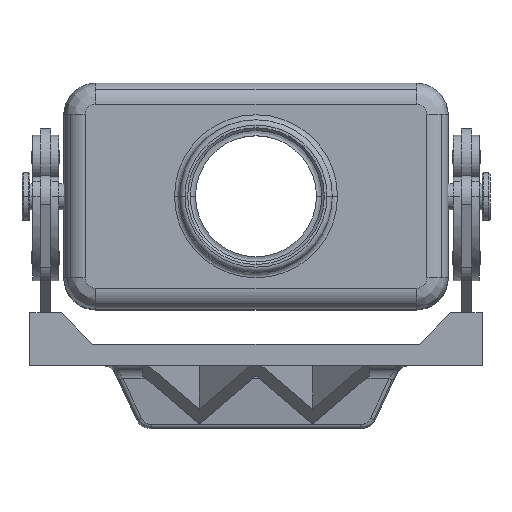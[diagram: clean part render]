
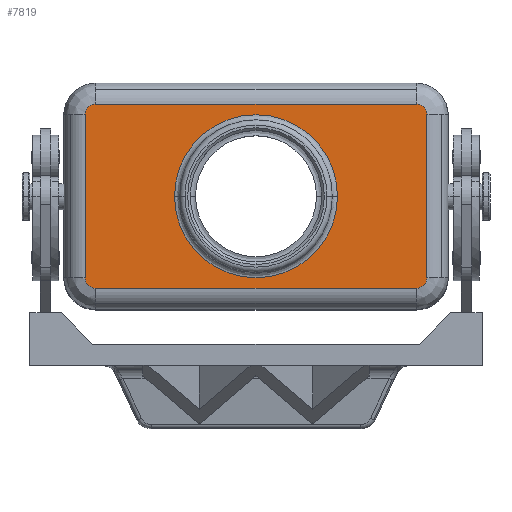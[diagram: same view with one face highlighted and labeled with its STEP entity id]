
A CAD part, top view. The second image highlights one B-rep face of the part: STEP entity #7819.
In plain terms, the highlighted planar face has unit normal (0, 0, 1).
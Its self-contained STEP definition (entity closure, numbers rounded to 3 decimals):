
#875=CARTESIAN_POINT('',(32.5,15.5,52.0));
#876=VERTEX_POINT('',#875);
#884=CARTESIAN_POINT('',(32.5,-15.5,52.0));
#885=VERTEX_POINT('',#884);
#886=CARTESIAN_POINT('',(32.5,15.5,52.0));
#887=DIRECTION('',(0.0,-1.0,0.0));
#888=VECTOR('',#887,31.);
#889=LINE('',#886,#888);
#890=EDGE_CURVE('',#876,#885,#889,.T.);
#3893=CARTESIAN_POINT('',(-30.5,17.5,52.0));
#3894=VERTEX_POINT('',#3893);
#3902=CARTESIAN_POINT('',(30.5,17.5,52.0));
#3903=VERTEX_POINT('',#3902);
#3904=CARTESIAN_POINT('',(-30.5,17.5,52.0));
#3905=DIRECTION('',(1.0,0.0,0.0));
#3906=VECTOR('',#3905,61.);
#3907=LINE('',#3904,#3906);
#3908=EDGE_CURVE('',#3894,#3903,#3907,.T.);
#3935=CARTESIAN_POINT('',(30.5,-17.5,52.0));
#3936=VERTEX_POINT('',#3935);
#3944=CARTESIAN_POINT('',(-30.5,-17.5,52.0));
#3945=VERTEX_POINT('',#3944);
#3946=CARTESIAN_POINT('',(30.5,-17.5,52.0));
#3947=DIRECTION('',(-1.0,0.0,0.0));
#3948=VECTOR('',#3947,61.);
#3949=LINE('',#3946,#3948);
#3950=EDGE_CURVE('',#3936,#3945,#3949,.T.);
#3977=CARTESIAN_POINT('',(-32.5,-15.5,52.0));
#3978=VERTEX_POINT('',#3977);
#3986=CARTESIAN_POINT('',(-32.5,15.5,52.0));
#3987=VERTEX_POINT('',#3986);
#3988=CARTESIAN_POINT('',(-32.5,-15.5,52.0));
#3989=DIRECTION('',(0.0,1.0,0.0));
#3990=VECTOR('',#3989,31.0);
#3991=LINE('',#3988,#3990);
#3992=EDGE_CURVE('',#3978,#3987,#3991,.T.);
#7485=CARTESIAN_POINT('',(15.5,0.,52.0));
#7486=VERTEX_POINT('',#7485);
#7512=CARTESIAN_POINT('',(-15.5,0.,52.0));
#7513=VERTEX_POINT('',#7512);
#7521=CARTESIAN_POINT('',(0.,-15.5,52.0));
#7522=VERTEX_POINT('',#7521);
#7523=CARTESIAN_POINT('',(0.,0.,52.0));
#7524=DIRECTION('',(0.0,0.0,1.0));
#7525=DIRECTION('',(0.0,1.0,0.0));
#7526=AXIS2_PLACEMENT_3D('',#7523,#7524,#7525);
#7527=CIRCLE('',#7526,15.5);
#7528=EDGE_CURVE('',#7513,#7522,#7527,.T.);
#7530=CARTESIAN_POINT('',(0.,0.,52.0));
#7531=DIRECTION('',(0.0,0.0,1.0));
#7532=DIRECTION('',(0.0,1.0,0.0));
#7533=AXIS2_PLACEMENT_3D('',#7530,#7531,#7532);
#7534=CIRCLE('',#7533,15.5);
#7535=EDGE_CURVE('',#7522,#7486,#7534,.T.);
#7762=CARTESIAN_POINT('',(0.,0.,52.0));
#7763=DIRECTION('',(0.0,0.0,1.0));
#7764=DIRECTION('',(0.0,1.0,0.0));
#7765=AXIS2_PLACEMENT_3D('',#7762,#7763,#7764);
#7766=CIRCLE('',#7765,15.5);
#7767=EDGE_CURVE('',#7486,#7513,#7766,.T.);
#7775=CARTESIAN_POINT('',(0.,0.,52.0));
#7776=DIRECTION('',(0.0,0.0,1.0));
#7777=DIRECTION('',(1.0,0.0,0.0));
#7778=AXIS2_PLACEMENT_3D('',#7775,#7776,#7777);
#7779=PLANE('',#7778);
#7780=ORIENTED_EDGE('',*,*,#3950,.F.);
#7781=CARTESIAN_POINT('',(30.5,-15.5,52.0));
#7782=DIRECTION('',(0.,0.,-1.));
#7783=DIRECTION('',(0.707,-0.707,0.));
#7784=AXIS2_PLACEMENT_3D('',#7781,#7782,#7783);
#7785=CIRCLE('',#7784,2.);
#7786=EDGE_CURVE('',#885,#3936,#7785,.T.);
#7787=ORIENTED_EDGE('',*,*,#7786,.F.);
#7788=ORIENTED_EDGE('',*,*,#890,.F.);
#7789=CARTESIAN_POINT('',(30.5,15.5,52.0));
#7790=DIRECTION('',(0.,0.,-1.));
#7791=DIRECTION('',(0.707,0.707,0.));
#7792=AXIS2_PLACEMENT_3D('',#7789,#7790,#7791);
#7793=CIRCLE('',#7792,2.);
#7794=EDGE_CURVE('',#3903,#876,#7793,.T.);
#7795=ORIENTED_EDGE('',*,*,#7794,.F.);
#7796=ORIENTED_EDGE('',*,*,#3908,.F.);
#7797=CARTESIAN_POINT('',(-30.5,15.5,52.0));
#7798=DIRECTION('',(0.,0.,-1.));
#7799=DIRECTION('',(-0.707,0.707,0.));
#7800=AXIS2_PLACEMENT_3D('',#7797,#7798,#7799);
#7801=CIRCLE('',#7800,2.);
#7802=EDGE_CURVE('',#3987,#3894,#7801,.T.);
#7803=ORIENTED_EDGE('',*,*,#7802,.F.);
#7804=ORIENTED_EDGE('',*,*,#3992,.F.);
#7805=CARTESIAN_POINT('',(-30.5,-15.5,52.0));
#7806=DIRECTION('',(0.,0.,-1.));
#7807=DIRECTION('',(-0.707,-0.707,0.));
#7808=AXIS2_PLACEMENT_3D('',#7805,#7806,#7807);
#7809=CIRCLE('',#7808,2.);
#7810=EDGE_CURVE('',#3945,#3978,#7809,.T.);
#7811=ORIENTED_EDGE('',*,*,#7810,.F.);
#7812=EDGE_LOOP('',(#7780,#7787,#7788,#7795,#7796,#7803,#7804,#7811));
#7813=FACE_OUTER_BOUND('',#7812,.T.);
#7814=ORIENTED_EDGE('',*,*,#7535,.F.);
#7815=ORIENTED_EDGE('',*,*,#7528,.F.);
#7816=ORIENTED_EDGE('',*,*,#7767,.F.);
#7817=EDGE_LOOP('',(#7814,#7815,#7816));
#7818=FACE_BOUND('',#7817,.T.);
#7819=ADVANCED_FACE('',(#7813,#7818),#7779,.T.);
